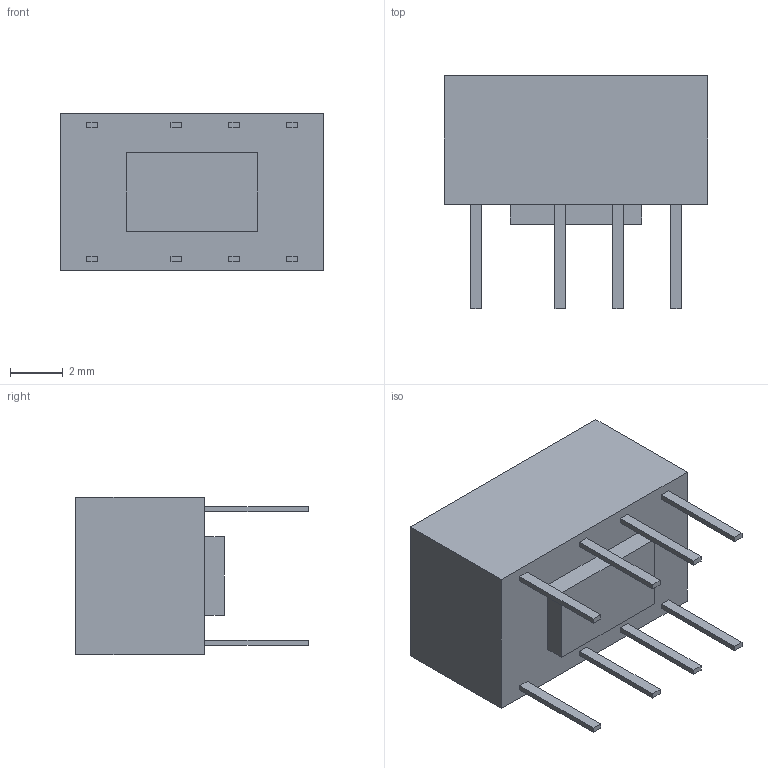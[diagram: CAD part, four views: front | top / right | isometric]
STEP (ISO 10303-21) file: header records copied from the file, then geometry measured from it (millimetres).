
FILE_DESCRIPTION (( 'STEP AP214' ), '1' );
FILE_NAME ('E2D95B2A-C169-482A-B639-C26E68B264EF.STEP', '2024-10-22T07:33:58', ( '' ), ( '' ), 'SwSTEP 2.0', 'SolidWorks 2022', '' );
FILE_SCHEMA (( 'AUTOMOTIVE_DESIGN' ));
Length unit declared in the file: millimetre
Products named in the file (1): E2D95B2A-C169-482A-B639-C26E68B264EF
Bounding box: 10 x 8.86 x 6 mm (x, y, z)
Volume: 307.8 mm3; surface area: 364.6 mm2
Topology: 20 solids, 20 shells, 193 faces, 459 edges, 306 vertices
Faces by surface type: plane 151, bspline 42
Entity records: 11765 total; most frequent: CARTESIAN_POINT 5225, ORIENTED_EDGE 918, DIRECTION 679, EDGE_CURVE 459, VECTOR 375, LINE 375, VERTEX_POINT 306, UNCERTAINTY_MEASURE_WITH_UNIT 215
